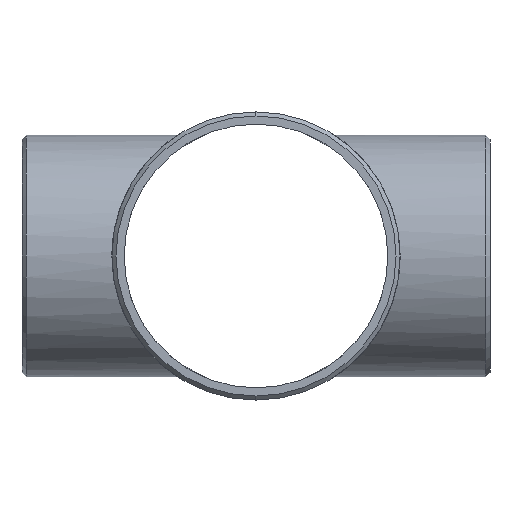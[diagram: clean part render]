
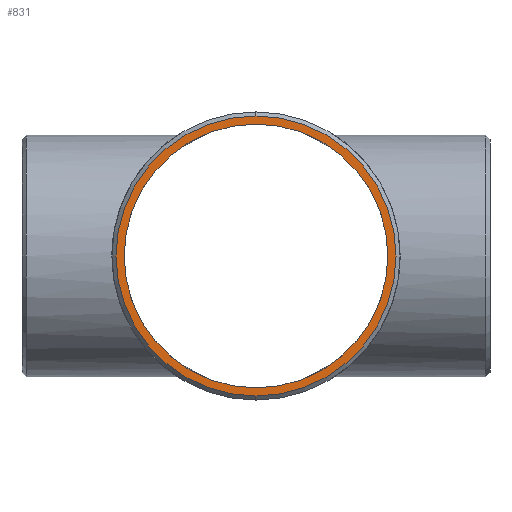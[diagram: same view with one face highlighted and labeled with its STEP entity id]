
A CAD part, left-side view. The second image highlights one B-rep face of the part: STEP entity #831.
In plain terms, the highlighted planar face has unit normal (-1, 0, 0).
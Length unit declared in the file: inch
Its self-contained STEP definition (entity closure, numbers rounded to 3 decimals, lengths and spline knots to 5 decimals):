
#104 = CARTESIAN_POINT ( 'NONE',  ( -5.62, 0., 3.0325 ) ) ;
#140 = DIRECTION ( 'NONE',  ( -1., 0., 0. ) ) ;
#157 = ORIENTED_EDGE ( 'NONE', *, *, #736, .T. ) ;
#160 = AXIS2_PLACEMENT_3D ( 'NONE', #956, #274, #506 ) ;
#197 = CARTESIAN_POINT ( 'NONE',  ( -5.62, 0., 0. ) ) ;
#274 = DIRECTION ( 'NONE',  ( -1., 0., 0. ) ) ;
#281 = ORIENTED_EDGE ( 'NONE', *, *, #1362, .T. ) ;
#314 = EDGE_CURVE ( 'NONE', #1448, #439, #1374, .T. ) ;
#326 = CARTESIAN_POINT ( 'NONE',  ( -5.62, 0., -3.21917 ) ) ;
#347 = CARTESIAN_POINT ( 'NONE',  ( -5.62, 0., -3.0325 ) ) ;
#353 = CARTESIAN_POINT ( 'NONE',  ( -5.62, 0., 0. ) ) ;
#407 = EDGE_CURVE ( 'NONE', #1318, #656, #1244, .T. ) ;
#416 = CARTESIAN_POINT ( 'NONE',  ( -5.62, 0., 0. ) ) ;
#426 = EDGE_LOOP ( 'NONE', ( #919, #157 ) ) ;
#439 = VERTEX_POINT ( 'NONE', #1313 ) ;
#451 = DIRECTION ( 'NONE',  ( 1., 0., 0. ) ) ;
#506 = DIRECTION ( 'NONE',  ( 0., 0., -1. ) ) ;
#515 = DIRECTION ( 'NONE',  ( 0., 0., 1. ) ) ;
#563 = DIRECTION ( 'NONE',  ( 0., 0., 1. ) ) ;
#656 = VERTEX_POINT ( 'NONE', #347 ) ;
#736 = EDGE_CURVE ( 'NONE', #439, #1448, #951, .T. ) ;
#751 = PLANE ( 'NONE',  #160 ) ;
#831 = ADVANCED_FACE ( 'NONE', ( #1303, #1199 ), #751, .T. ) ;
#919 = ORIENTED_EDGE ( 'NONE', *, *, #314, .T. ) ;
#926 = EDGE_LOOP ( 'NONE', ( #1003, #281 ) ) ;
#951 = CIRCLE ( 'NONE', #1319, 3.21917 ) ;
#956 = CARTESIAN_POINT ( 'NONE',  ( -5.62, 0., 0. ) ) ;
#960 = CARTESIAN_POINT ( 'NONE',  ( -5.62, 0., 0. ) ) ;
#981 = DIRECTION ( 'NONE',  ( 0., 0., 1. ) ) ;
#1003 = ORIENTED_EDGE ( 'NONE', *, *, #407, .T. ) ;
#1060 = DIRECTION ( 'NONE',  ( 0., 0., 1. ) ) ;
#1143 = AXIS2_PLACEMENT_3D ( 'NONE', #197, #451, #563 ) ;
#1185 = DIRECTION ( 'NONE',  ( -1., 0., 0. ) ) ;
#1198 = DIRECTION ( 'NONE',  ( 1., 0., 0. ) ) ;
#1199 = FACE_BOUND ( 'NONE', #926, .T. ) ;
#1244 = CIRCLE ( 'NONE', #1482, 3.0325 ) ;
#1303 = FACE_OUTER_BOUND ( 'NONE', #426, .T. ) ;
#1313 = CARTESIAN_POINT ( 'NONE',  ( -5.62, 0., 3.21917 ) ) ;
#1318 = VERTEX_POINT ( 'NONE', #104 ) ;
#1319 = AXIS2_PLACEMENT_3D ( 'NONE', #353, #140, #1060 ) ;
#1344 = CIRCLE ( 'NONE', #1143, 3.0325 ) ;
#1362 = EDGE_CURVE ( 'NONE', #656, #1318, #1344, .T. ) ;
#1374 = CIRCLE ( 'NONE', #1400, 3.21917 ) ;
#1400 = AXIS2_PLACEMENT_3D ( 'NONE', #960, #1185, #515 ) ;
#1448 = VERTEX_POINT ( 'NONE', #326 ) ;
#1482 = AXIS2_PLACEMENT_3D ( 'NONE', #416, #1198, #981 ) ;
